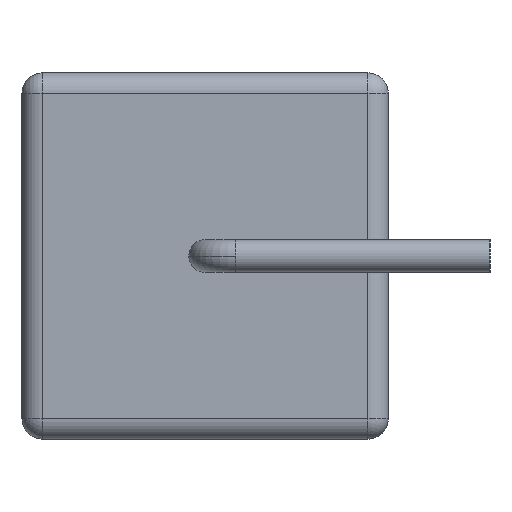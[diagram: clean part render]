
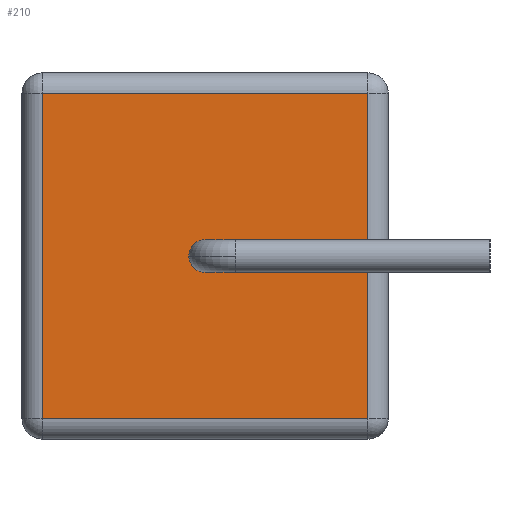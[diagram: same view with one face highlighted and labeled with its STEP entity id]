
A CAD part, left-side view. The second image highlights one B-rep face of the part: STEP entity #210.
In plain terms, the highlighted planar face has unit normal (-1, 0, 0).
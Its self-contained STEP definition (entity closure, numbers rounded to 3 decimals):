
#25 = ORIENTED_EDGE ( 'NONE', *, *, #129, .T. ) ;
#55 = VERTEX_POINT ( 'NONE', #282 ) ;
#56 = VECTOR ( 'NONE', #60, 1000. ) ;
#60 = DIRECTION ( 'NONE',  ( 0., 1., 0. ) ) ;
#67 = FACE_BOUND ( 'NONE', #767, .T. ) ;
#70 = VERTEX_POINT ( 'NONE', #471 ) ;
#71 = VERTEX_POINT ( 'NONE', #741 ) ;
#90 = VECTOR ( 'NONE', #594, 1000. ) ;
#107 = CARTESIAN_POINT ( 'NONE',  ( -12.5, 9., 4.5 ) ) ;
#113 = CARTESIAN_POINT ( 'NONE',  ( -12.5, 5., 0. ) ) ;
#129 = EDGE_CURVE ( 'NONE', #70, #323, #250, .T. ) ;
#153 = DIRECTION ( 'NONE',  ( 1., 0., 0. ) ) ;
#161 = ORIENTED_EDGE ( 'NONE', *, *, #743, .T. ) ;
#183 = EDGE_CURVE ( 'NONE', #1092, #1032, #643, .T. ) ;
#187 = LINE ( 'NONE', #245, #90 ) ;
#190 = EDGE_CURVE ( 'NONE', #323, #70, #698, .T. ) ;
#210 = ADVANCED_FACE ( 'NONE', ( #67, #246 ), #1009, .F. ) ;
#216 = AXIS2_PLACEMENT_3D ( 'NONE', #113, #309, #996 ) ;
#220 = EDGE_CURVE ( 'NONE', #1032, #71, #272, .T. ) ;
#232 = DIRECTION ( 'NONE',  ( 0., 1., 0. ) ) ;
#245 = CARTESIAN_POINT ( 'NONE',  ( -12.5, 1., 4.5 ) ) ;
#246 = FACE_OUTER_BOUND ( 'NONE', #651, .T. ) ;
#250 = CIRCLE ( 'NONE', #216, 0.4 ) ;
#272 = LINE ( 'NONE', #600, #456 ) ;
#282 = CARTESIAN_POINT ( 'NONE',  ( -12.5, 1., 4. ) ) ;
#295 = ORIENTED_EDGE ( 'NONE', *, *, #322, .T. ) ;
#309 = DIRECTION ( 'NONE',  ( 1., 0., 0. ) ) ;
#322 = EDGE_CURVE ( 'NONE', #55, #1092, #495, .T. ) ;
#323 = VERTEX_POINT ( 'NONE', #522 ) ;
#324 = CARTESIAN_POINT ( 'NONE',  ( -12.5, 9., -4. ) ) ;
#456 = VECTOR ( 'NONE', #784, 1000. ) ;
#471 = CARTESIAN_POINT ( 'NONE',  ( -12.5, 5., 0.4 ) ) ;
#495 = LINE ( 'NONE', #1031, #56 ) ;
#522 = CARTESIAN_POINT ( 'NONE',  ( -12.5, 5., -0.4 ) ) ;
#573 = DIRECTION ( 'NONE',  ( 0., 0., -1. ) ) ;
#594 = DIRECTION ( 'NONE',  ( 0., 0., 1. ) ) ;
#600 = CARTESIAN_POINT ( 'NONE',  ( -12.5, 9.5, -4. ) ) ;
#643 = LINE ( 'NONE', #107, #999 ) ;
#651 = EDGE_LOOP ( 'NONE', ( #1101, #161, #295, #840 ) ) ;
#678 = CARTESIAN_POINT ( 'NONE',  ( -12.5, 9.5, 4.5 ) ) ;
#689 = CARTESIAN_POINT ( 'NONE',  ( -12.5, 9., 4. ) ) ;
#698 = CIRCLE ( 'NONE', #1037, 0.4 ) ;
#741 = CARTESIAN_POINT ( 'NONE',  ( -12.5, 1., -4. ) ) ;
#743 = EDGE_CURVE ( 'NONE', #71, #55, #187, .T. ) ;
#767 = EDGE_LOOP ( 'NONE', ( #971, #25 ) ) ;
#769 = CARTESIAN_POINT ( 'NONE',  ( -12.5, 5., 0. ) ) ;
#784 = DIRECTION ( 'NONE',  ( 0., -1., 0. ) ) ;
#840 = ORIENTED_EDGE ( 'NONE', *, *, #183, .T. ) ;
#971 = ORIENTED_EDGE ( 'NONE', *, *, #190, .T. ) ;
#996 = DIRECTION ( 'NONE',  ( 0., 1., 0. ) ) ;
#999 = VECTOR ( 'NONE', #573, 1000. ) ;
#1009 = PLANE ( 'NONE',  #1018 ) ;
#1018 = AXIS2_PLACEMENT_3D ( 'NONE', #678, #1093, #1109 ) ;
#1031 = CARTESIAN_POINT ( 'NONE',  ( -12.5, 9.5, 4. ) ) ;
#1032 = VERTEX_POINT ( 'NONE', #324 ) ;
#1037 = AXIS2_PLACEMENT_3D ( 'NONE', #769, #153, #232 ) ;
#1092 = VERTEX_POINT ( 'NONE', #689 ) ;
#1093 = DIRECTION ( 'NONE',  ( 1., 0., 0. ) ) ;
#1101 = ORIENTED_EDGE ( 'NONE', *, *, #220, .T. ) ;
#1109 = DIRECTION ( 'NONE',  ( 0., 1., 0. ) ) ;
